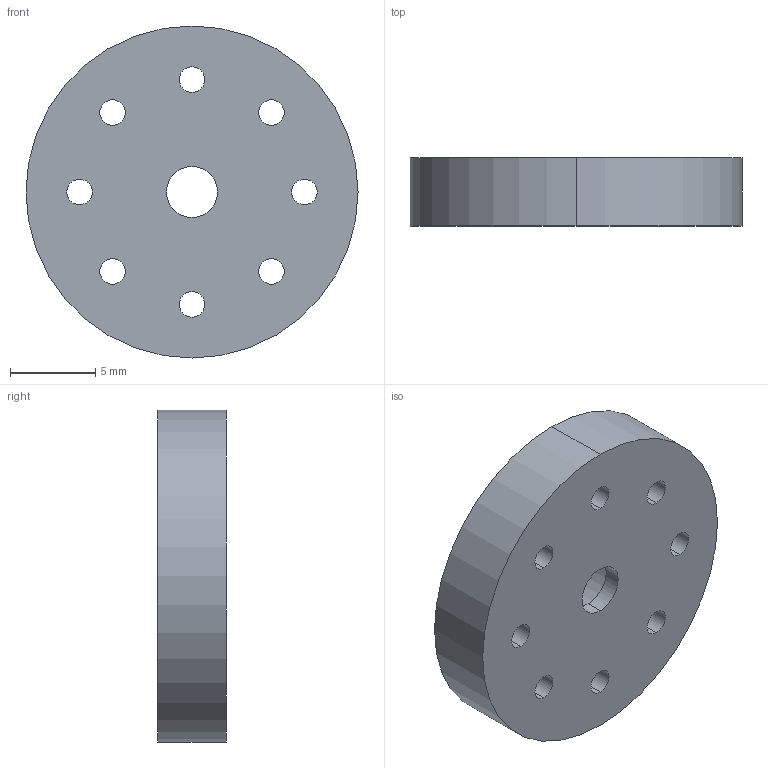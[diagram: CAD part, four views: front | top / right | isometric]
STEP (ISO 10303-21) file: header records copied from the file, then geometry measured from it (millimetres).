
FILE_DESCRIPTION (( 'STEP AP214' ), '1' );
FILE_NAME ('呿蹋萵嗆攫.STEP', '2017-10-14T02:11:03', ( '' ), ( '' ), 'SwSTEP 2.0', 'SolidWorks 2014', '' );
FILE_SCHEMA (( 'AUTOMOTIVE_DESIGN' ));
Length unit declared in the file: millimetre
Products named in the file (1): 呿蹋萵嗆攫
Bounding box: 19.5 x 4 x 19.5 mm (x, y, z)
Volume: 793.1 mm3; surface area: 1521 mm2
Topology: 1 solids, 1 shells, 55 faces, 126 edges, 84 vertices
Faces by surface type: cylinder 42, plane 13
Entity records: 1707 total; most frequent: DIRECTION 322, CARTESIAN_POINT 266, ORIENTED_EDGE 252, AXIS2_PLACEMENT_3D 140, EDGE_CURVE 126, EDGE_LOOP 84, CIRCLE 84, VERTEX_POINT 84
